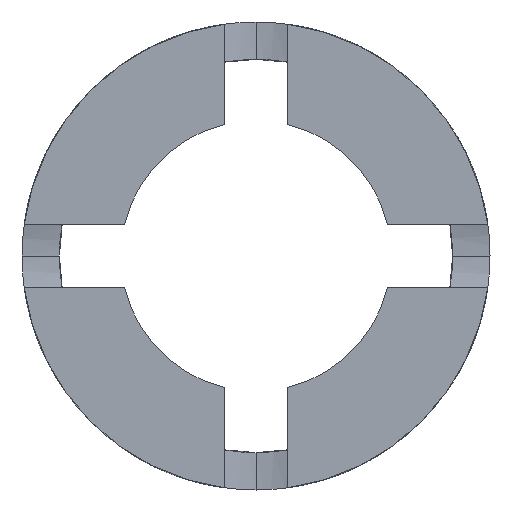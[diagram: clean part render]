
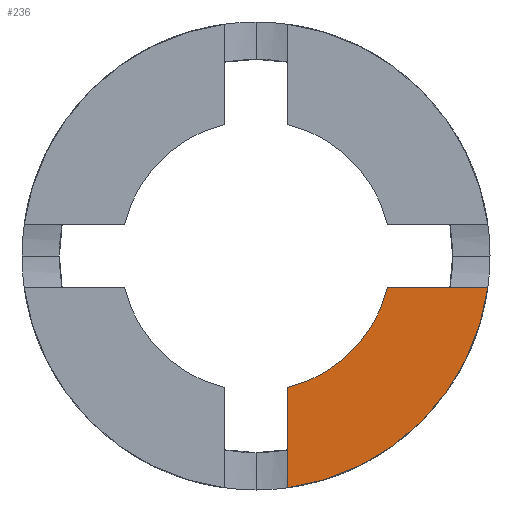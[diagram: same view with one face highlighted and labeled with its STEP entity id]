
A CAD part, left-side view. The second image highlights one B-rep face of the part: STEP entity #236.
In plain terms, the highlighted planar face has unit normal (-1, 0, 0).
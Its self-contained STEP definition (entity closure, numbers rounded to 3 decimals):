
#195=CARTESIAN_POINT('',(0.,0.,0.));
#196=DIRECTION('',(1.,0.,0.));
#197=DIRECTION('',(0.,0.,-1.));
#198=AXIS2_PLACEMENT_3D('',#195,#196,#197);
#199=PLANE('',#198);
#200=CARTESIAN_POINT('',(0.,-2.656,-0.635));
#201=VERTEX_POINT('',#200);
#202=CARTESIAN_POINT('',(0.,-4.682,-0.635));
#203=VERTEX_POINT('',#202);
#204=CARTESIAN_POINT('',(0.,-2.656,-0.635));
#205=DIRECTION('',(0.,-1.,-0.));
#206=VECTOR('',#205,2.026);
#207=LINE('',#204,#206);
#208=EDGE_CURVE('',#201,#203,#207,.T.);
#209=ORIENTED_EDGE('',*,*,#208,.F.);
#210=CARTESIAN_POINT('',(0.,-0.635,-2.656));
#211=VERTEX_POINT('',#210);
#212=CARTESIAN_POINT('',(0.,0.,0.));
#213=DIRECTION('',(1.,0.,0.));
#214=DIRECTION('',(0.,0.,-1.));
#215=AXIS2_PLACEMENT_3D('',#212,#213,#214);
#216=CIRCLE('',#215,2.731);
#217=EDGE_CURVE('',#201,#211,#216,.T.);
#218=ORIENTED_EDGE('',*,*,#217,.T.);
#219=CARTESIAN_POINT('',(0.,-0.635,-4.682));
#220=VERTEX_POINT('',#219);
#221=CARTESIAN_POINT('',(0.,-0.635,-2.656));
#222=DIRECTION('',(0.,0.,-1.));
#223=VECTOR('',#222,2.026);
#224=LINE('',#221,#223);
#225=EDGE_CURVE('',#211,#220,#224,.T.);
#226=ORIENTED_EDGE('',*,*,#225,.T.);
#227=CARTESIAN_POINT('',(0.,0.,0.));
#228=DIRECTION('',(1.,0.,0.));
#229=DIRECTION('',(0.,0.,-1.));
#230=AXIS2_PLACEMENT_3D('',#227,#228,#229);
#231=CIRCLE('',#230,4.724);
#232=EDGE_CURVE('',#203,#220,#231,.T.);
#233=ORIENTED_EDGE('',*,*,#232,.F.);
#234=EDGE_LOOP('',(#209,#218,#226,#233));
#235=FACE_BOUND('',#234,.T.);
#236=ADVANCED_FACE('',(#235),#199,.F.);
